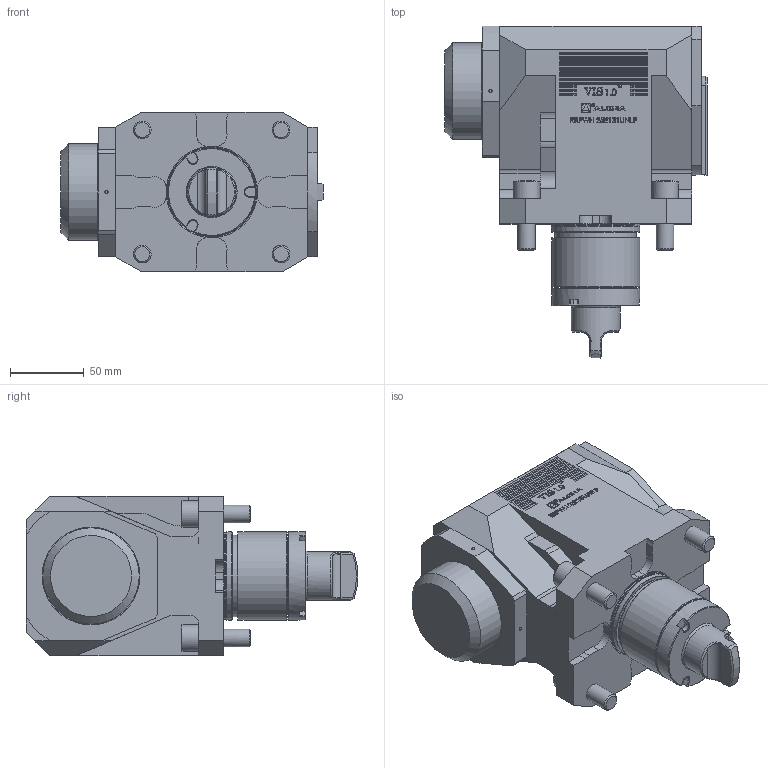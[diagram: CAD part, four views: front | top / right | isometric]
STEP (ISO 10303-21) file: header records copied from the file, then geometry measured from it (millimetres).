
FILE_DESCRIPTION (( 'STEP AP214' ), '1' );
FILE_NAME ('RRPWH25E131UNLP.STEP', '2025-09-02T09:03:50', ( '' ), ( '' ), 'SwSTEP 2.0', 'SolidWorks 2023', '' );
FILE_SCHEMA (( 'AUTOMOTIVE_DESIGN' ));
Length unit declared in the file: millimetre
Products named in the file (1): RRPWH25E131UNLP
Bounding box: 177.7 x 224.8 x 108 mm (x, y, z)
Volume: 2059383.2 mm3; surface area: 125709.7 mm2
Topology: 1 solids, 1 shells, 928 faces, 2421 edges, 1604 vertices
Faces by surface type: plane 640, bspline 144, cylinder 111, cone 25, torus 8
Full cylindrical faces by diameter (mm): 1.7 x1, 2.1 x1, 6.366 x1, 12 x4, 18 x4, 33 x1, 55.2 x1, 59.5 x1, 59.7 x1, 59.8 x1, 59.9 x1, 65.3 x1
Entity records: 39494 total; most frequent: CARTESIAN_POINT 14517, ORIENTED_EDGE 4736, DIRECTION 3774, EDGE_CURVE 2368, LINE 1766, VECTOR 1766, VERTEX_POINT 1591, EDGE_LOOP 1077
